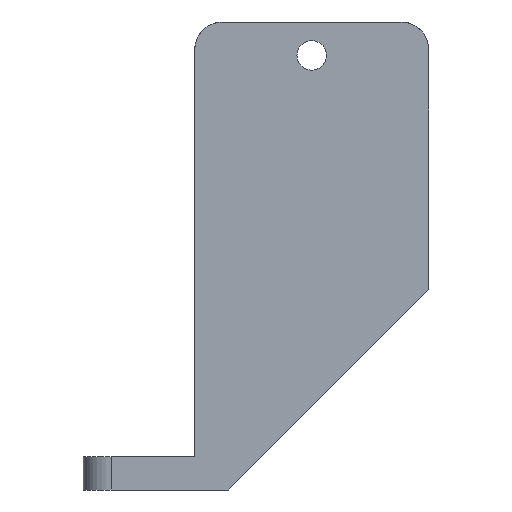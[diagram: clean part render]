
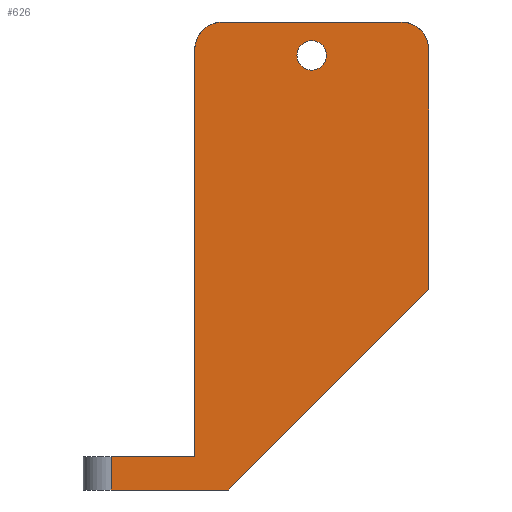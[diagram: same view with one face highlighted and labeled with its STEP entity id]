
A CAD part, front view. The second image highlights one B-rep face of the part: STEP entity #626.
In plain terms, the highlighted planar face has unit normal (0, -1, 0).
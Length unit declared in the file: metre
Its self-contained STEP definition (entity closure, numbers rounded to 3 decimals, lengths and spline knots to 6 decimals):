
#34=CIRCLE('',#682,0.00265);
#35=CIRCLE('',#683,0.005);
#36=CIRCLE('',#684,0.005);
#121=ORIENTED_EDGE('',*,*,#281,.F.);
#122=ORIENTED_EDGE('',*,*,#260,.F.);
#123=ORIENTED_EDGE('',*,*,#282,.T.);
#124=ORIENTED_EDGE('',*,*,#277,.F.);
#125=ORIENTED_EDGE('',*,*,#283,.T.);
#126=ORIENTED_EDGE('',*,*,#269,.F.);
#127=ORIENTED_EDGE('',*,*,#231,.F.);
#128=ORIENTED_EDGE('',*,*,#284,.T.);
#129=ORIENTED_EDGE('',*,*,#242,.F.);
#130=ORIENTED_EDGE('',*,*,#276,.T.);
#231=EDGE_CURVE('',#319,#320,#376,.T.);
#242=EDGE_CURVE('',#328,#329,#385,.T.);
#260=EDGE_CURVE('',#343,#344,#401,.T.);
#269=EDGE_CURVE('',#320,#350,#409,.T.);
#276=EDGE_CURVE('',#328,#344,#416,.T.);
#277=EDGE_CURVE('',#354,#355,#417,.T.);
#281=EDGE_CURVE('',#358,#358,#34,.T.);
#282=EDGE_CURVE('',#343,#355,#35,.T.);
#283=EDGE_CURVE('',#354,#350,#36,.T.);
#284=EDGE_CURVE('',#319,#329,#421,.F.);
#319=VERTEX_POINT('',#922);
#320=VERTEX_POINT('',#924);
#328=VERTEX_POINT('',#944);
#329=VERTEX_POINT('',#946);
#343=VERTEX_POINT('',#980);
#344=VERTEX_POINT('',#982);
#350=VERTEX_POINT('',#999);
#354=VERTEX_POINT('',#1014);
#355=VERTEX_POINT('',#1015);
#358=VERTEX_POINT('',#1023);
#376=LINE('',#923,#440);
#385=LINE('',#945,#449);
#401=LINE('',#981,#465);
#409=LINE('',#998,#473);
#416=LINE('',#1011,#480);
#417=LINE('',#1013,#481);
#421=LINE('',#1026,#485);
#440=VECTOR('',#737,1.);
#449=VECTOR('',#754,1.);
#465=VECTOR('',#780,1.);
#473=VECTOR('',#794,1.);
#480=VECTOR('',#805,1.);
#481=VECTOR('',#808,1.);
#485=VECTOR('',#820,1.);
#514=EDGE_LOOP('',(#121));
#515=EDGE_LOOP('',(#122,#123,#124,#125,#126,#127,#128,#129,#130));
#560=FACE_BOUND('',#514,.T.);
#561=FACE_BOUND('',#515,.T.);
#602=PLANE('',#681);
#626=ADVANCED_FACE('',(#560,#561),#602,.T.);
#681=AXIS2_PLACEMENT_3D('',#1021,#812,#813);
#682=AXIS2_PLACEMENT_3D('',#1022,#814,#815);
#683=AXIS2_PLACEMENT_3D('',#1024,#816,#817);
#684=AXIS2_PLACEMENT_3D('',#1025,#818,#819);
#737=DIRECTION('',(1.,0.,0.));
#754=DIRECTION('',(-1.,0.,0.));
#780=DIRECTION('',(0.,0.,-1.));
#794=DIRECTION('',(0.,0.,1.));
#805=DIRECTION('',(0.707,0.,0.707));
#808=DIRECTION('',(1.,0.,0.));
#812=DIRECTION('',(0.,-1.,0.));
#813=DIRECTION('',(1.,0.,0.));
#814=DIRECTION('',(0.,-1.,0.));
#815=DIRECTION('',(0.,0.,-1.));
#816=DIRECTION('',(0.,-1.,0.));
#817=DIRECTION('',(0.,0.,-1.));
#818=DIRECTION('',(0.,-1.,0.));
#819=DIRECTION('',(0.,0.,-1.));
#820=DIRECTION('',(0.,0.,1.));
#922=CARTESIAN_POINT('',(0.17,-0.106,0.11));
#923=CARTESIAN_POINT('',(0.175,-0.106,0.11));
#924=CARTESIAN_POINT('',(0.185,-0.106,0.11));
#944=CARTESIAN_POINT('',(0.191,-0.106,0.104));
#945=CARTESIAN_POINT('',(0.178,-0.106,0.104));
#946=CARTESIAN_POINT('',(0.17,-0.106,0.104));
#980=CARTESIAN_POINT('',(0.227,-0.106,0.183));
#981=CARTESIAN_POINT('',(0.227,-0.106,0.167));
#982=CARTESIAN_POINT('',(0.227,-0.106,0.14));
#998=CARTESIAN_POINT('',(0.185,-0.106,0.167));
#999=CARTESIAN_POINT('',(0.185,-0.106,0.183));
#1011=CARTESIAN_POINT('',(0.209,-0.106,0.122));
#1013=CARTESIAN_POINT('',(0.206,-0.106,0.188));
#1014=CARTESIAN_POINT('',(0.19,-0.106,0.188));
#1015=CARTESIAN_POINT('',(0.222,-0.106,0.188));
#1021=CARTESIAN_POINT('',(0.196,-0.106,0.1535));
#1022=CARTESIAN_POINT('',(0.206,-0.106,0.182));
#1023=CARTESIAN_POINT('',(0.206,-0.106,0.17935));
#1024=CARTESIAN_POINT('',(0.222,-0.106,0.183));
#1025=CARTESIAN_POINT('',(0.19,-0.106,0.183));
#1026=CARTESIAN_POINT('',(0.17,-0.106,0.1535));
